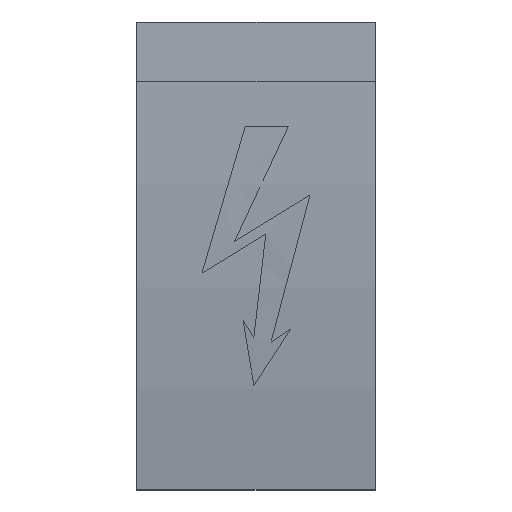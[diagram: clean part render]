
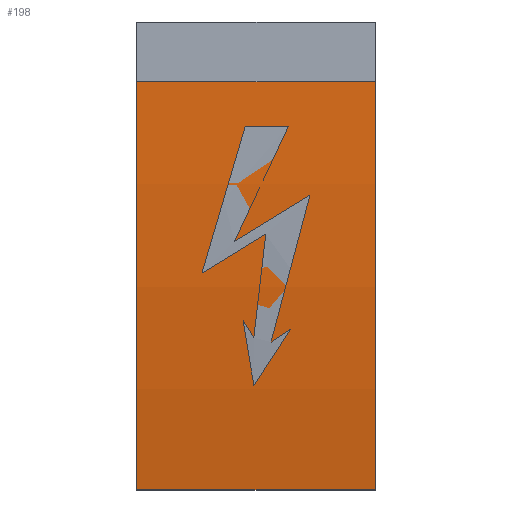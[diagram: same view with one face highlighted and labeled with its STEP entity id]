
A CAD part, top view. The second image highlights one B-rep face of the part: STEP entity #198.
In plain terms, the highlighted cylindrical face has radius 101.2 mm (diameter 202.4 mm), a partial arc.
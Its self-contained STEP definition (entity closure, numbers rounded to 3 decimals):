
#158=AXIS2_PLACEMENT_3D('Circle Axis2P3D',#156,#157,$) ;
#178=AXIS2_PLACEMENT_3D('Cylinder Axis2P3D',#175,#176,#177) ;
#189=AXIS2_PLACEMENT_3D('Circle Axis2P3D',#187,#188,$) ;
#50=CARTESIAN_POINT('Vertex',(12.,0.,4.702)) ;
#53=CARTESIAN_POINT('Line Origine',(6.,0.,4.702)) ;
#57=CARTESIAN_POINT('Vertex',(0.,0.,4.702)) ;
#153=CARTESIAN_POINT('Vertex',(12.,20.5,6.8)) ;
#156=CARTESIAN_POINT('Axis2P3D Location',(12.,20.5,-94.4)) ;
#175=CARTESIAN_POINT('Axis2P3D Location',(6.,20.5,-94.4)) ;
#180=CARTESIAN_POINT('Line Origine',(6.,20.5,6.8)) ;
#184=CARTESIAN_POINT('Vertex',(0.,20.5,6.8)) ;
#187=CARTESIAN_POINT('Axis2P3D Location',(0.,20.5,-94.4)) ;
#54=DIRECTION('Vector Direction',(-1.,0.,0.)) ;
#157=DIRECTION('Axis2P3D Direction',(-1.,0.,0.)) ;
#176=DIRECTION('Axis2P3D Direction',(-1.,0.,0.)) ;
#177=DIRECTION('Axis2P3D XDirection',(0.,-0.203,0.979)) ;
#181=DIRECTION('Vector Direction',(-1.,0.,0.)) ;
#188=DIRECTION('Axis2P3D Direction',(-1.,0.,0.)) ;
#55=VECTOR('Line Direction',#54,1.) ;
#182=VECTOR('Line Direction',#181,1.) ;
#193=ORIENTED_EDGE('',*,*,#59,.F.) ;
#194=ORIENTED_EDGE('',*,*,#160,.T.) ;
#195=ORIENTED_EDGE('',*,*,#186,.T.) ;
#196=ORIENTED_EDGE('',*,*,#191,.F.) ;
#198=ADVANCED_FACE('S3D - Markierer - gedreht',(#197),#179,.T.) ;
#159=CIRCLE('generated circle',#158,101.2) ;
#190=CIRCLE('generated circle',#189,101.2) ;
#179=CYLINDRICAL_SURFACE('generated cylinder',#178,101.2) ;
#59=EDGE_CURVE('',#51,#58,#56,.T.) ;
#160=EDGE_CURVE('',#51,#154,#159,.T.) ;
#186=EDGE_CURVE('',#154,#185,#183,.T.) ;
#191=EDGE_CURVE('',#58,#185,#190,.T.) ;
#192=EDGE_LOOP('',(#193,#194,#195,#196)) ;
#197=FACE_OUTER_BOUND('',#192,.T.) ;
#56=LINE('Line',#53,#55) ;
#183=LINE('Line',#180,#182) ;
#51=VERTEX_POINT('',#50) ;
#58=VERTEX_POINT('',#57) ;
#154=VERTEX_POINT('',#153) ;
#185=VERTEX_POINT('',#184) ;
